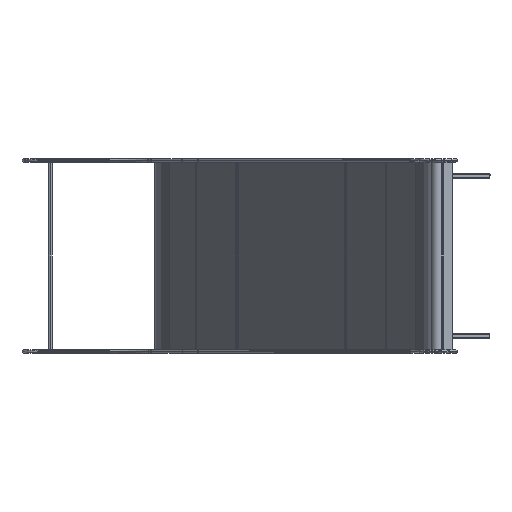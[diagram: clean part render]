
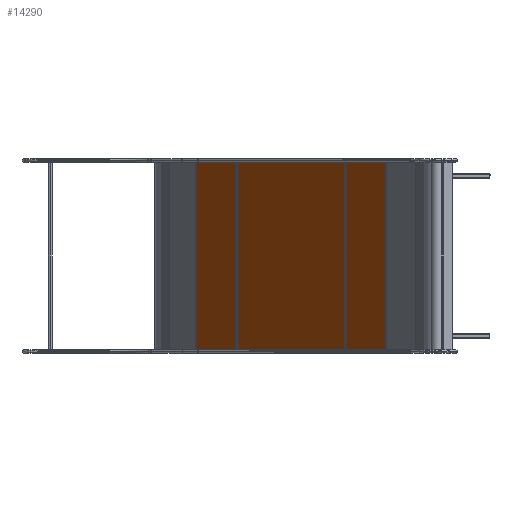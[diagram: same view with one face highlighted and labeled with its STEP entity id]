
A CAD part, left-side view. The second image highlights one B-rep face of the part: STEP entity #14290.
In plain terms, the highlighted face is planar.
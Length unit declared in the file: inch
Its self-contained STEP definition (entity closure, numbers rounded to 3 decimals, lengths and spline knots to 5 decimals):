
#265 = VECTOR ( 'NONE', #25773, 39.37008 ) ;
#802 = ORIENTED_EDGE ( 'NONE', *, *, #23244, .T. ) ;
#1331 = ORIENTED_EDGE ( 'NONE', *, *, #24257, .T. ) ;
#5480 = VERTEX_POINT ( 'NONE', #14028 ) ;
#5515 = CARTESIAN_POINT ( 'NONE',  ( 29.8622, 0., 59.91236 ) ) ;
#5590 = VERTEX_POINT ( 'NONE', #11860 ) ;
#5637 = ORIENTED_EDGE ( 'NONE', *, *, #35847, .T. ) ;
#6752 = CARTESIAN_POINT ( 'NONE',  ( -29.8622, 0., -59.8622 ) ) ;
#7401 = DIRECTION ( 'NONE',  ( 0., 1., 0. ) ) ;
#8331 = VECTOR ( 'NONE', #8626, 39.37008 ) ;
#8626 = DIRECTION ( 'NONE',  ( 0., 0., -1. ) ) ;
#9933 = CARTESIAN_POINT ( 'NONE',  ( 29.8622, 0., -59.8622 ) ) ;
#10297 = EDGE_CURVE ( 'NONE', #18330, #5590, #17199, .T. ) ;
#11563 = DIRECTION ( 'NONE',  ( 0., 0., 1. ) ) ;
#11860 = CARTESIAN_POINT ( 'NONE',  ( -29.8622, 0., 59.8622 ) ) ;
#13399 = VECTOR ( 'NONE', #11563, 39.37008 ) ;
#14028 = CARTESIAN_POINT ( 'NONE',  ( 29.8622, 0., 59.8622 ) ) ;
#14290 = ADVANCED_FACE ( 'NONE', ( #28194 ), #17092, .T. ) ;
#16172 = LINE ( 'NONE', #28049, #28267 ) ;
#16395 = VERTEX_POINT ( 'NONE', #9933 ) ;
#17092 = PLANE ( 'NONE',  #29830 ) ;
#17181 = ORIENTED_EDGE ( 'NONE', *, *, #10297, .T. ) ;
#17199 = LINE ( 'NONE', #38179, #13399 ) ;
#18330 = VERTEX_POINT ( 'NONE', #6752 ) ;
#23244 = EDGE_CURVE ( 'NONE', #5590, #5480, #32179, .T. ) ;
#24257 = EDGE_CURVE ( 'NONE', #5480, #16395, #32327, .T. ) ;
#25773 = DIRECTION ( 'NONE',  ( 1., 0., 0. ) ) ;
#28049 = CARTESIAN_POINT ( 'NONE',  ( 29.91236, 0., -59.8622 ) ) ;
#28194 = FACE_OUTER_BOUND ( 'NONE', #34705, .T. ) ;
#28267 = VECTOR ( 'NONE', #36979, 39.37008 ) ;
#29830 = AXIS2_PLACEMENT_3D ( 'NONE', #31106, #7401, #37121 ) ;
#31106 = CARTESIAN_POINT ( 'NONE',  ( 0., 0., 0. ) ) ;
#32179 = LINE ( 'NONE', #37817, #265 ) ;
#32327 = LINE ( 'NONE', #5515, #8331 ) ;
#34705 = EDGE_LOOP ( 'NONE', ( #17181, #802, #1331, #5637 ) ) ;
#35847 = EDGE_CURVE ( 'NONE', #16395, #18330, #16172, .T. ) ;
#36979 = DIRECTION ( 'NONE',  ( -1., 0., 0. ) ) ;
#37121 = DIRECTION ( 'NONE',  ( 0., 0., 1. ) ) ;
#37817 = CARTESIAN_POINT ( 'NONE',  ( -29.91236, 0., 59.8622 ) ) ;
#38179 = CARTESIAN_POINT ( 'NONE',  ( -29.8622, 0., -59.91236 ) ) ;
